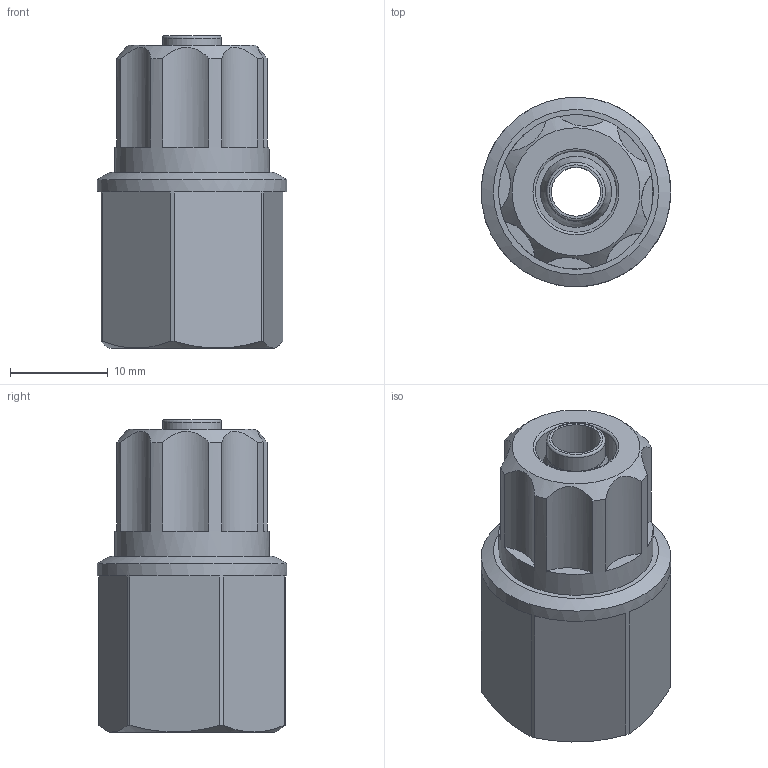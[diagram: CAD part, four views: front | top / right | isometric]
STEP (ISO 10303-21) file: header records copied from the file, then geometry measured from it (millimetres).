
FILE_DESCRIPTION((''),'2;1');
FILE_NAME('Schlauchanschluss für perma G1_4i für Schlauch aø8mm_Alu_Kunststoff_26001202.stp','2013-06-18T08:17:29',('002180'),(''),'Autodesk Inventor 2013','Autodesk Inventor 2013','');
FILE_SCHEMA(('AUTOMOTIVE_DESIGN { 1 0 10303 214 1 1 1 1 }'));
Length unit declared in the file: millimetre
Products named in the file (1): Bauteil1
Bounding box: 19.39 x 19.4 x 32 mm (x, y, z)
Volume: 4653.1 mm3; surface area: 3585.7 mm2
Topology: 1 solids, 2 shells, 60 faces, 144 edges, 94 vertices
Faces by surface type: plane 30, cylinder 19, cone 6, torus 5
Full cylindrical faces by diameter (mm): 5 x1, 6 x1, 6.7 x1, 8.3 x1, 9.6 x1, 10.5 x1, 11 x2, 11.445 x1, 15.8 x1, 19.4 x1
Entity records: 1738 total; most frequent: CARTESIAN_POINT 377, DIRECTION 288, ORIENTED_EDGE 228, AXIS2_PLACEMENT_3D 127, EDGE_CURVE 114, EDGE_LOOP 92, VERTEX_POINT 86, CIRCLE 66
